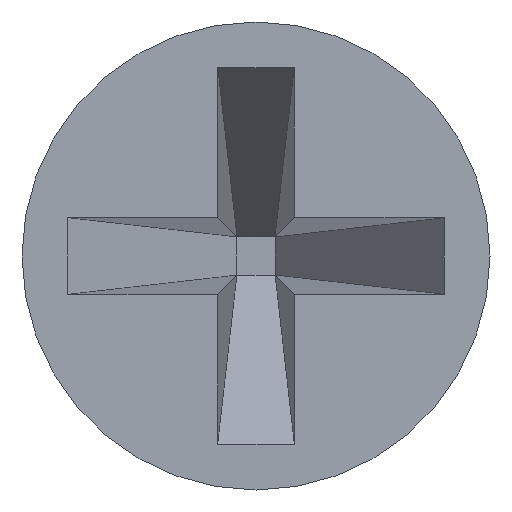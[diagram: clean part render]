
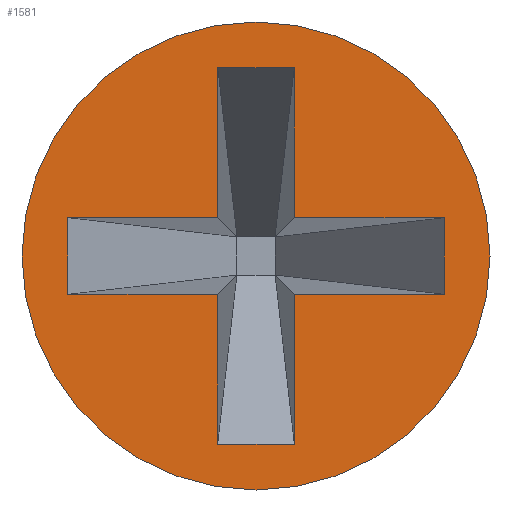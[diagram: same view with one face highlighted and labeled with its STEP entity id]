
A CAD part, left-side view. The second image highlights one B-rep face of the part: STEP entity #1581.
In plain terms, the highlighted planar face has unit normal (-1, 0, 0).
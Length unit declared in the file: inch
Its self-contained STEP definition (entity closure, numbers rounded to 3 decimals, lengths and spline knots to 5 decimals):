
#14 = CARTESIAN_POINT ( 'NONE',  ( 0., -0.016, 0.016 ) ) ;
#112 = VERTEX_POINT ( 'NONE', #659 ) ;
#162 = EDGE_CURVE ( 'NONE', #2860, #1558, #1173, .T. ) ;
#177 = CARTESIAN_POINT ( 'NONE',  ( 0., -0.016, 0.0785 ) ) ;
#193 = VECTOR ( 'NONE', #2519, 39.37008 ) ;
#240 = CARTESIAN_POINT ( 'NONE',  ( 0., 0.016, -0.0785 ) ) ;
#281 = CARTESIAN_POINT ( 'NONE',  ( 0., -0.016, -0.016 ) ) ;
#303 = DIRECTION ( 'NONE',  ( 0., 1., 0. ) ) ;
#314 = VECTOR ( 'NONE', #2468, 39.37008 ) ;
#324 = CARTESIAN_POINT ( 'NONE',  ( 0., -0.0785, -0.016 ) ) ;
#338 = AXIS2_PLACEMENT_3D ( 'NONE', #1021, #799, #794 ) ;
#344 = CARTESIAN_POINT ( 'NONE',  ( 0., 0., 0. ) ) ;
#374 = PLANE ( 'NONE',  #1980 ) ;
#384 = DIRECTION ( 'NONE',  ( 0., 0., 1. ) ) ;
#385 = VERTEX_POINT ( 'NONE', #1052 ) ;
#405 = DIRECTION ( 'NONE',  ( -1., 0., 0. ) ) ;
#407 = LINE ( 'NONE', #541, #499 ) ;
#454 = CARTESIAN_POINT ( 'NONE',  ( 0., 0.016, -0.0785 ) ) ;
#456 = DIRECTION ( 'NONE',  ( 0., -1., 0. ) ) ;
#472 = EDGE_CURVE ( 'NONE', #1878, #2860, #407, .T. ) ;
#480 = DIRECTION ( 'NONE',  ( 0., -1., 0. ) ) ;
#495 = ORIENTED_EDGE ( 'NONE', *, *, #1573, .T. ) ;
#498 = CARTESIAN_POINT ( 'NONE',  ( 0., 0.016, -0.016 ) ) ;
#499 = VECTOR ( 'NONE', #456, 39.37008 ) ;
#504 = ORIENTED_EDGE ( 'NONE', *, *, #1875, .T. ) ;
#510 = LINE ( 'NONE', #1725, #1533 ) ;
#541 = CARTESIAN_POINT ( 'NONE',  ( 0., 0.016, 0.0785 ) ) ;
#544 = CARTESIAN_POINT ( 'NONE',  ( 0., -0.016, 0.0785 ) ) ;
#552 = FACE_OUTER_BOUND ( 'NONE', #1574, .T. ) ;
#571 = EDGE_CURVE ( 'NONE', #2192, #1000, #2673, .T. ) ;
#584 = DIRECTION ( 'NONE',  ( 0., 0., 1. ) ) ;
#652 = ORIENTED_EDGE ( 'NONE', *, *, #571, .T. ) ;
#659 = CARTESIAN_POINT ( 'NONE',  ( 0., 0.0785, -0.016 ) ) ;
#665 = VECTOR ( 'NONE', #2278, 39.37008 ) ;
#684 = CARTESIAN_POINT ( 'NONE',  ( 0., 0.0785, 0.016 ) ) ;
#763 = LINE ( 'NONE', #847, #919 ) ;
#777 = VERTEX_POINT ( 'NONE', #2324 ) ;
#781 = EDGE_CURVE ( 'NONE', #385, #1878, #1128, .T. ) ;
#794 = DIRECTION ( 'NONE',  ( 0., 0., 1. ) ) ;
#799 = DIRECTION ( 'NONE',  ( -1., 0., 0. ) ) ;
#834 = ORIENTED_EDGE ( 'NONE', *, *, #162, .T. ) ;
#847 = CARTESIAN_POINT ( 'NONE',  ( 0., -0.0785, 0.016 ) ) ;
#852 = CARTESIAN_POINT ( 'NONE',  ( 0., 0.0785, 0.016 ) ) ;
#882 = CARTESIAN_POINT ( 'NONE',  ( 0., -0.016, -0.0785 ) ) ;
#910 = VERTEX_POINT ( 'NONE', #281 ) ;
#911 = CARTESIAN_POINT ( 'NONE',  ( 0., -0.0785, -0.016 ) ) ;
#917 = ORIENTED_EDGE ( 'NONE', *, *, #930, .T. ) ;
#919 = VECTOR ( 'NONE', #1799, 39.37008 ) ;
#925 = ORIENTED_EDGE ( 'NONE', *, *, #2598, .T. ) ;
#930 = EDGE_CURVE ( 'NONE', #1562, #385, #1957, .T. ) ;
#934 = CARTESIAN_POINT ( 'NONE',  ( 0., 0.0785, 0.016 ) ) ;
#997 = LINE ( 'NONE', #454, #193 ) ;
#1000 = VERTEX_POINT ( 'NONE', #2638 ) ;
#1004 = CARTESIAN_POINT ( 'NONE',  ( 0., 0., 0.0975 ) ) ;
#1021 = CARTESIAN_POINT ( 'NONE',  ( 0., 0., 0. ) ) ;
#1052 = CARTESIAN_POINT ( 'NONE',  ( 0., 0.016, 0.016 ) ) ;
#1072 = ORIENTED_EDGE ( 'NONE', *, *, #2462, .T. ) ;
#1076 = EDGE_LOOP ( 'NONE', ( #925, #1072, #2035, #504, #495, #1758, #917, #1256, #1108, #834, #2232, #1959 ) ) ;
#1108 = ORIENTED_EDGE ( 'NONE', *, *, #472, .T. ) ;
#1128 = LINE ( 'NONE', #1852, #665 ) ;
#1154 = LINE ( 'NONE', #911, #2848 ) ;
#1173 = LINE ( 'NONE', #2039, #1508 ) ;
#1185 = CARTESIAN_POINT ( 'NONE',  ( 0., 0., 0. ) ) ;
#1202 = LINE ( 'NONE', #2162, #1387 ) ;
#1233 = LINE ( 'NONE', #177, #314 ) ;
#1248 = EDGE_CURVE ( 'NONE', #112, #1562, #510, .T. ) ;
#1256 = ORIENTED_EDGE ( 'NONE', *, *, #781, .T. ) ;
#1328 = VERTEX_POINT ( 'NONE', #240 ) ;
#1378 = CARTESIAN_POINT ( 'NONE',  ( 0., -0.0785, -0.016 ) ) ;
#1387 = VECTOR ( 'NONE', #1721, 39.37008 ) ;
#1508 = VECTOR ( 'NONE', #2170, 39.37008 ) ;
#1533 = VECTOR ( 'NONE', #1751, 39.37008 ) ;
#1558 = VERTEX_POINT ( 'NONE', #14 ) ;
#1562 = VERTEX_POINT ( 'NONE', #852 ) ;
#1573 = EDGE_CURVE ( 'NONE', #1583, #112, #2008, .T. ) ;
#1574 = EDGE_LOOP ( 'NONE', ( #652, #2442 ) ) ;
#1581 = ADVANCED_FACE ( 'NONE', ( #552, #2318 ), #374, .T. ) ;
#1583 = VERTEX_POINT ( 'NONE', #498 ) ;
#1609 = LINE ( 'NONE', #684, #1770 ) ;
#1632 = DIRECTION ( 'NONE',  ( 0., 1., 0. ) ) ;
#1721 = DIRECTION ( 'NONE',  ( 0., 1., 0. ) ) ;
#1725 = CARTESIAN_POINT ( 'NONE',  ( 0., 0.0785, -0.016 ) ) ;
#1736 = VERTEX_POINT ( 'NONE', #882 ) ;
#1751 = DIRECTION ( 'NONE',  ( 0., 0., 1. ) ) ;
#1758 = ORIENTED_EDGE ( 'NONE', *, *, #1248, .T. ) ;
#1770 = VECTOR ( 'NONE', #2081, 39.37008 ) ;
#1799 = DIRECTION ( 'NONE',  ( 0., 0., -1. ) ) ;
#1818 = VERTEX_POINT ( 'NONE', #1378 ) ;
#1852 = CARTESIAN_POINT ( 'NONE',  ( 0., 0.016, -0.0785 ) ) ;
#1875 = EDGE_CURVE ( 'NONE', #1328, #1583, #997, .T. ) ;
#1878 = VERTEX_POINT ( 'NONE', #2066 ) ;
#1957 = LINE ( 'NONE', #934, #2204 ) ;
#1959 = ORIENTED_EDGE ( 'NONE', *, *, #2377, .T. ) ;
#1974 = DIRECTION ( 'NONE',  ( -1., 0., 0. ) ) ;
#1980 = AXIS2_PLACEMENT_3D ( 'NONE', #1185, #405, #384 ) ;
#2008 = LINE ( 'NONE', #324, #2582 ) ;
#2035 = ORIENTED_EDGE ( 'NONE', *, *, #2172, .T. ) ;
#2039 = CARTESIAN_POINT ( 'NONE',  ( 0., -0.016, 0.0785 ) ) ;
#2066 = CARTESIAN_POINT ( 'NONE',  ( 0., 0.016, 0.0785 ) ) ;
#2081 = DIRECTION ( 'NONE',  ( 0., -1., 0. ) ) ;
#2162 = CARTESIAN_POINT ( 'NONE',  ( 0., -0.016, -0.0785 ) ) ;
#2168 = CIRCLE ( 'NONE', #2208, 0.0975 ) ;
#2170 = DIRECTION ( 'NONE',  ( 0., 0., -1. ) ) ;
#2172 = EDGE_CURVE ( 'NONE', #1736, #1328, #1202, .T. ) ;
#2192 = VERTEX_POINT ( 'NONE', #1004 ) ;
#2204 = VECTOR ( 'NONE', #480, 39.37008 ) ;
#2208 = AXIS2_PLACEMENT_3D ( 'NONE', #344, #1974, #584 ) ;
#2232 = ORIENTED_EDGE ( 'NONE', *, *, #2654, .T. ) ;
#2278 = DIRECTION ( 'NONE',  ( 0., 0., 1. ) ) ;
#2318 = FACE_BOUND ( 'NONE', #1076, .T. ) ;
#2324 = CARTESIAN_POINT ( 'NONE',  ( 0., -0.0785, 0.016 ) ) ;
#2377 = EDGE_CURVE ( 'NONE', #777, #1818, #763, .T. ) ;
#2442 = ORIENTED_EDGE ( 'NONE', *, *, #2907, .T. ) ;
#2462 = EDGE_CURVE ( 'NONE', #910, #1736, #1233, .T. ) ;
#2468 = DIRECTION ( 'NONE',  ( 0., 0., -1. ) ) ;
#2519 = DIRECTION ( 'NONE',  ( 0., 0., 1. ) ) ;
#2582 = VECTOR ( 'NONE', #303, 39.37008 ) ;
#2598 = EDGE_CURVE ( 'NONE', #1818, #910, #1154, .T. ) ;
#2638 = CARTESIAN_POINT ( 'NONE',  ( 0., 0., -0.0975 ) ) ;
#2654 = EDGE_CURVE ( 'NONE', #1558, #777, #1609, .T. ) ;
#2673 = CIRCLE ( 'NONE', #338, 0.0975 ) ;
#2848 = VECTOR ( 'NONE', #1632, 39.37008 ) ;
#2860 = VERTEX_POINT ( 'NONE', #544 ) ;
#2907 = EDGE_CURVE ( 'NONE', #1000, #2192, #2168, .T. ) ;
